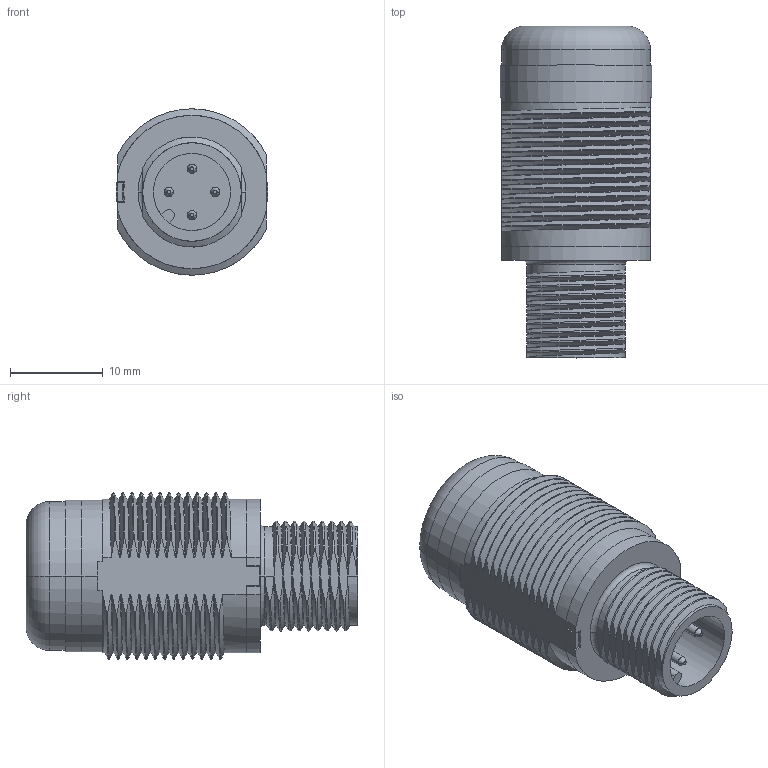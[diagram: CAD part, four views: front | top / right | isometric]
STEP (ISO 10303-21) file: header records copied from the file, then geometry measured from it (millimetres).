
FILE_DESCRIPTION((''),'2;1');
FILE_NAME('183826_ASM','2014-09-19T',('pdmadmin'),(''),'PRO/ENGINEER BY PARAMETRIC TECHNOLOGY CORPORATION, 2013230','PRO/ENGINEER BY PARAMETRIC TECHNOLOGY CORPORATION, 2013230','');
FILE_SCHEMA(('CONFIG_CONTROL_DESIGN'));
Products named in the file (7): 159269_AF0; 159270_AF1; 159270_AF0_ASM; 159271; 159274; 159273_ASM; 183826_ASM
Assembly tree (9 placements, depth 3):
  183826_ASM
    159270_AF0_ASM
      159269_AF0
      159270_AF1
    159273_ASM
      159271
      159274  x4
Bounding box: 16.3 x 35.7 x 17.9 mm (x, y, z)
Volume: 3037.8 mm3; surface area: 4919.6 mm2
Topology: 7 solids, 7 shells, 430 faces, 1055 edges, 657 vertices
Faces by surface type: bspline 158, cylinder 101, plane 89, cone 48, torus 34
Entity records: 54900 total; most frequent: CARTESIAN_POINT 47334, ORIENTED_EDGE 1822, DIRECTION 1074, EDGE_CURVE 911, VERTEX_POINT 573, B_SPLINE_CURVE_WITH_KNOTS 448, AXIS2_PLACEMENT_3D 391, EDGE_LOOP 374
